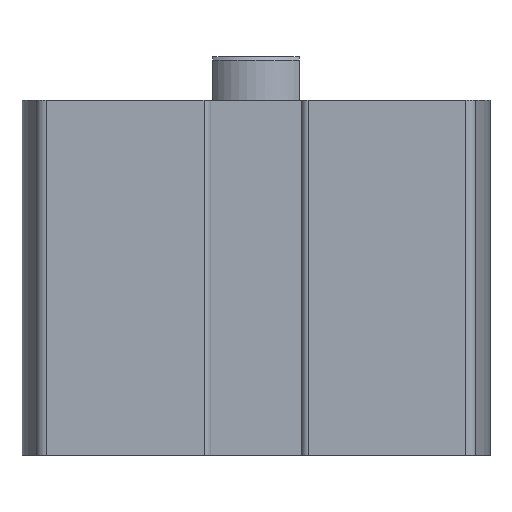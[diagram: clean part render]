
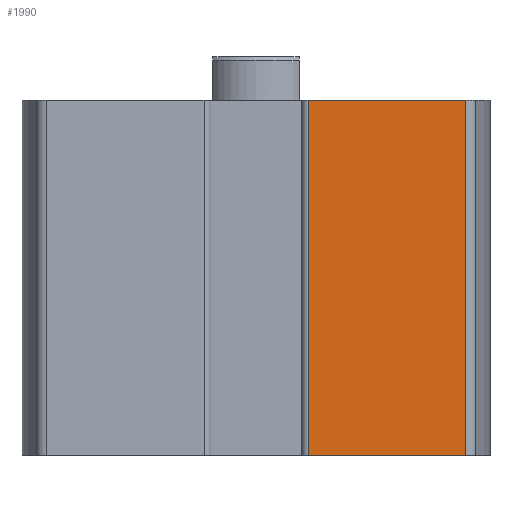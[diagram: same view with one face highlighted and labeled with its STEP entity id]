
A CAD part, front view. The second image highlights one B-rep face of the part: STEP entity #1990.
In plain terms, the highlighted planar face has unit normal (0, -1, 0).
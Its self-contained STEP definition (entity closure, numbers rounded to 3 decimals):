
#254=ORIENTED_EDGE('',*,*,#804,.T.);
#255=ORIENTED_EDGE('',*,*,#805,.F.);
#256=ORIENTED_EDGE('',*,*,#806,.F.);
#257=ORIENTED_EDGE('',*,*,#807,.T.);
#804=EDGE_CURVE('',#1079,#1080,#1283,.T.);
#805=EDGE_CURVE('',#1081,#1080,#1284,.T.);
#806=EDGE_CURVE('',#1082,#1081,#1285,.T.);
#807=EDGE_CURVE('',#1082,#1079,#1286,.T.);
#1079=VERTEX_POINT('',#3104);
#1080=VERTEX_POINT('',#3105);
#1081=VERTEX_POINT('',#3107);
#1082=VERTEX_POINT('',#3109);
#1283=LINE('',#3103,#1417);
#1284=LINE('',#3106,#1418);
#1285=LINE('',#3108,#1419);
#1286=LINE('',#3110,#1420);
#1417=VECTOR('',#2426,1000.);
#1418=VECTOR('',#2427,1000.);
#1419=VECTOR('',#2428,1000.);
#1420=VECTOR('',#2429,1000.);
#1548=EDGE_LOOP('',(#254,#255,#256,#257));
#1742=FACE_BOUND('',#1548,.T.);
#1937=PLANE('',#2147);
#1990=ADVANCED_FACE('',(#1742),#1937,.F.);
#2147=AXIS2_PLACEMENT_3D('',#3102,#2424,#2425);
#2424=DIRECTION('',(0.,1.,0.));
#2425=DIRECTION('',(0.,0.,1.));
#2426=DIRECTION('',(1.,0.,0.));
#2427=DIRECTION('',(0.,0.,-1.));
#2428=DIRECTION('',(1.,0.,0.));
#2429=DIRECTION('',(0.,0.,-1.));
#3102=CARTESIAN_POINT('',(-12.1,-13.5,20.5));
#3103=CARTESIAN_POINT('',(-12.1,-13.5,0.));
#3104=CARTESIAN_POINT('',(3.,-13.5,0.));
#3105=CARTESIAN_POINT('',(12.1,-13.5,0.));
#3106=CARTESIAN_POINT('',(12.1,-13.5,20.5));
#3107=CARTESIAN_POINT('',(12.1,-13.5,20.5));
#3108=CARTESIAN_POINT('',(-12.1,-13.5,20.5));
#3109=CARTESIAN_POINT('',(3.,-13.5,20.5));
#3110=CARTESIAN_POINT('',(3.,-13.5,20.5));
